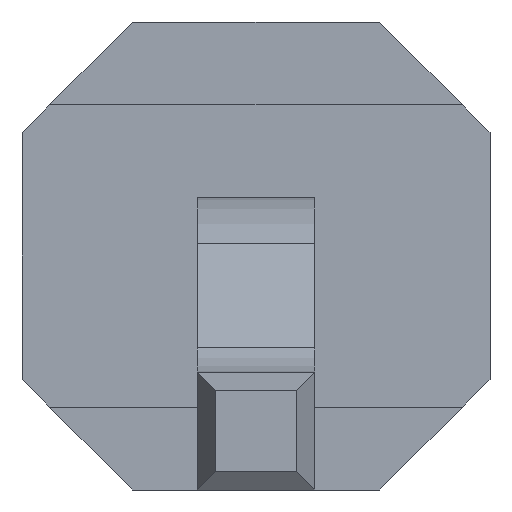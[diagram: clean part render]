
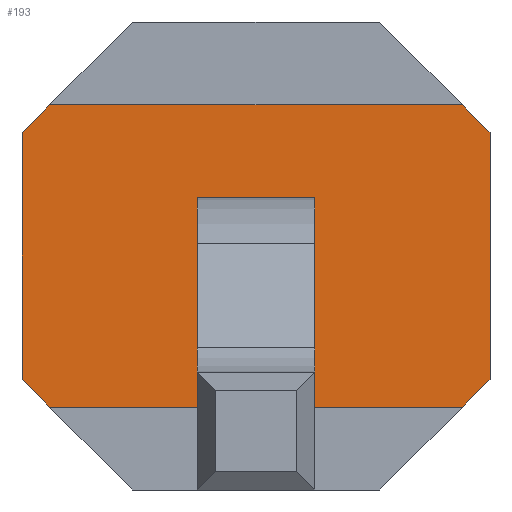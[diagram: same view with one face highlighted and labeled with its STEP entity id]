
A CAD part, front view. The second image highlights one B-rep face of the part: STEP entity #193.
In plain terms, the highlighted planar face has unit normal (0, -1, 0).
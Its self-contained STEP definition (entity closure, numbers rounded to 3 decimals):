
#193=ADVANCED_FACE('',(#597,#599),#601,.F.);
#597=FACE_BOUND('',#598,.T.);
#598=EDGE_LOOP('',(#922,#923,#924,#925,#926,#927,#928,#929));
#599=FACE_BOUND('',#600,.T.);
#600=EDGE_LOOP('',(#930,#931,#932,#933));
#601=PLANE('',#602);
#602=AXIS2_PLACEMENT_3D('',#603,#604,#605);
#603=CARTESIAN_POINT('',(0.,3.45,0.));
#604=DIRECTION('',(-0.,1.,0.));
#605=DIRECTION('',(1.,0.,0.));
#922=ORIENTED_EDGE('',*,*,#1131,.F.);
#923=ORIENTED_EDGE('',*,*,#1142,.F.);
#924=ORIENTED_EDGE('',*,*,#1125,.F.);
#925=ORIENTED_EDGE('',*,*,#1108,.F.);
#926=ORIENTED_EDGE('',*,*,#1122,.F.);
#927=ORIENTED_EDGE('',*,*,#1143,.F.);
#928=ORIENTED_EDGE('',*,*,#1116,.F.);
#929=ORIENTED_EDGE('',*,*,#1102,.F.);
#930=ORIENTED_EDGE('',*,*,#1144,.F.);
#931=ORIENTED_EDGE('',*,*,#1145,.F.);
#932=ORIENTED_EDGE('',*,*,#1146,.F.);
#933=ORIENTED_EDGE('',*,*,#1147,.F.);
#1102=EDGE_CURVE('',#1247,#1249,#1250,.F.);
#1108=EDGE_CURVE('',#1257,#1259,#1260,.F.);
#1116=EDGE_CURVE('',#1249,#1272,#1273,.F.);
#1122=EDGE_CURVE('',#1282,#1257,#1283,.F.);
#1125=EDGE_CURVE('',#1259,#1287,#1288,.F.);
#1131=EDGE_CURVE('',#1297,#1247,#1298,.F.);
#1142=EDGE_CURVE('',#1287,#1297,#1314,.T.);
#1143=EDGE_CURVE('',#1272,#1282,#1315,.T.);
#1144=EDGE_CURVE('',#1316,#1317,#1318,.F.);
#1145=EDGE_CURVE('',#1319,#1316,#1320,.F.);
#1146=EDGE_CURVE('',#1321,#1319,#1322,.F.);
#1147=EDGE_CURVE('',#1317,#1321,#1323,.F.);
#1247=VERTEX_POINT('',#1497);
#1249=VERTEX_POINT('',#1501);
#1250=LINE('',#1502,#1503);
#1257=VERTEX_POINT('',#1519);
#1259=VERTEX_POINT('',#1523);
#1260=LINE('',#1524,#1525);
#1272=VERTEX_POINT('',#1552);
#1273=LINE('',#1553,#1554);
#1282=VERTEX_POINT('',#1574);
#1283=LINE('',#1575,#1576);
#1287=VERTEX_POINT('',#1585);
#1288=LINE('',#1586,#1587);
#1297=VERTEX_POINT('',#1607);
#1298=LINE('',#1608,#1609);
#1314=LINE('',#1646,#1647);
#1315=LINE('',#1649,#1650);
#1316=VERTEX_POINT('',#1652);
#1317=VERTEX_POINT('',#1653);
#1318=LINE('',#1654,#1655);
#1319=VERTEX_POINT('',#1657);
#1320=LINE('',#1658,#1659);
#1321=VERTEX_POINT('',#1661);
#1322=LINE('',#1662,#1663);
#1323=LINE('',#1665,#1666);
#1497=CARTESIAN_POINT('',(-1.27,3.45,0.6));
#1501=CARTESIAN_POINT('',(-1.27,3.45,1.94));
#1502=CARTESIAN_POINT('',(-1.27,3.45,1.94));
#1503=VECTOR('',#1504,1.);
#1504=DIRECTION('',(0.,0.,-1.));
#1519=CARTESIAN_POINT('',(1.27,3.45,1.94));
#1523=CARTESIAN_POINT('',(1.27,3.45,0.6));
#1524=CARTESIAN_POINT('',(1.27,3.45,0.6));
#1525=VECTOR('',#1526,1.);
#1526=DIRECTION('',(0.,0.,1.));
#1552=CARTESIAN_POINT('',(-1.12,3.45,2.09));
#1553=CARTESIAN_POINT('',(-1.12,3.45,2.09));
#1554=VECTOR('',#1555,1.);
#1555=DIRECTION('',(-0.707,0.,-0.707));
#1574=CARTESIAN_POINT('',(1.12,3.45,2.09));
#1575=CARTESIAN_POINT('',(1.27,3.45,1.94));
#1576=VECTOR('',#1577,1.);
#1577=DIRECTION('',(-0.707,0.,0.707));
#1585=CARTESIAN_POINT('',(1.12,3.45,0.45));
#1586=CARTESIAN_POINT('',(1.12,3.45,0.45));
#1587=VECTOR('',#1588,1.);
#1588=DIRECTION('',(0.707,0.,0.707));
#1607=CARTESIAN_POINT('',(-1.12,3.45,0.45));
#1608=CARTESIAN_POINT('',(-1.27,3.45,0.6));
#1609=VECTOR('',#1610,1.);
#1610=DIRECTION('',(0.707,0.,-0.707));
#1646=CARTESIAN_POINT('',(1.12,3.45,0.45));
#1647=VECTOR('',#1648,1.);
#1648=DIRECTION('',(-1.,0.,0.));
#1649=CARTESIAN_POINT('',(-1.12,3.45,2.09));
#1650=VECTOR('',#1651,1.);
#1651=DIRECTION('',(1.,0.,0.));
#1652=CARTESIAN_POINT('',(-0.32,3.45,0.95));
#1653=CARTESIAN_POINT('',(0.32,3.45,0.95));
#1654=CARTESIAN_POINT('',(0.32,3.45,0.95));
#1655=VECTOR('',#1656,1.);
#1656=DIRECTION('',(-1.,0.,0.));
#1657=CARTESIAN_POINT('',(-0.32,3.45,1.59));
#1658=CARTESIAN_POINT('',(-0.32,3.45,0.95));
#1659=VECTOR('',#1660,1.);
#1660=DIRECTION('',(0.,0.,1.));
#1661=CARTESIAN_POINT('',(0.32,3.45,1.59));
#1662=CARTESIAN_POINT('',(-0.32,3.45,1.59));
#1663=VECTOR('',#1664,1.);
#1664=DIRECTION('',(1.,0.,0.));
#1665=CARTESIAN_POINT('',(0.32,3.45,1.59));
#1666=VECTOR('',#1667,1.);
#1667=DIRECTION('',(0.,0.,-1.));
